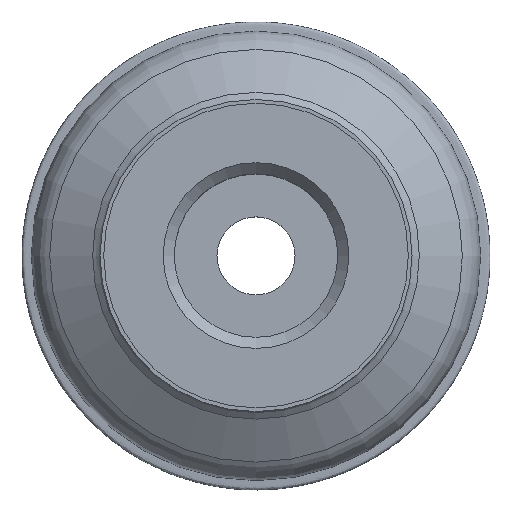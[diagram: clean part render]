
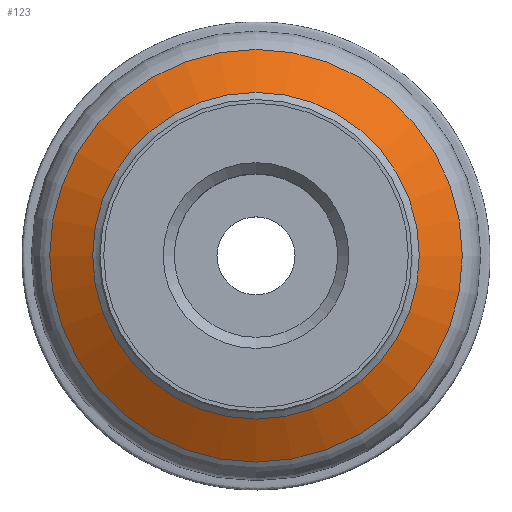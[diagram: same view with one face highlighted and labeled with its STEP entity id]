
A CAD part, top view. The second image highlights one B-rep face of the part: STEP entity #123.
In plain terms, the highlighted conical face has half-angle 59.689 degrees and reference radius 20.5 mm.
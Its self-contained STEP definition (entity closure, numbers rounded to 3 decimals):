
#123=ADVANCED_FACE('TB_IB_SU3',(#157,#158),#148,.T.);
#148=CONICAL_SURFACE('',#503,20.5,59.689);
#157=FACE_BOUND('',#208,.T.);
#158=FACE_BOUND('',#209,.T.);
#208=EDGE_LOOP('',(#258));
#209=EDGE_LOOP('',(#259));
#258=ORIENTED_EDGE('',*,*,#334,.T.);
#259=ORIENTED_EDGE('',*,*,#335,.T.);
#308=VERTEX_POINT('',#711);
#309=VERTEX_POINT('',#713);
#334=EDGE_CURVE('',#308,#308,#359,.T.);
#335=EDGE_CURVE('',#309,#309,#360,.T.);
#359=CIRCLE('',#501,21.986);
#360=CIRCLE('',#502,27.773);
#501=AXIS2_PLACEMENT_3D('',#710,#583,#584);
#502=AXIS2_PLACEMENT_3D('',#712,#585,#586);
#503=AXIS2_PLACEMENT_3D('',#714,#587,#588);
#583=DIRECTION('',(0.,0.,-1.));
#584=DIRECTION('',(-1.,0.,0.));
#585=DIRECTION('',(0.,0.,1.));
#586=DIRECTION('',(1.,0.,0.));
#587=DIRECTION('',(0.,0.,-1.));
#588=DIRECTION('',(-1.,0.,0.));
#710=CARTESIAN_POINT('',(0.,0.,-16.369));
#711=CARTESIAN_POINT('',(-21.986,0.,-16.369));
#712=CARTESIAN_POINT('',(0.,0.,-19.752));
#713=CARTESIAN_POINT('',(27.773,0.,-19.752));
#714=CARTESIAN_POINT('',(0.,0.,-15.5));
